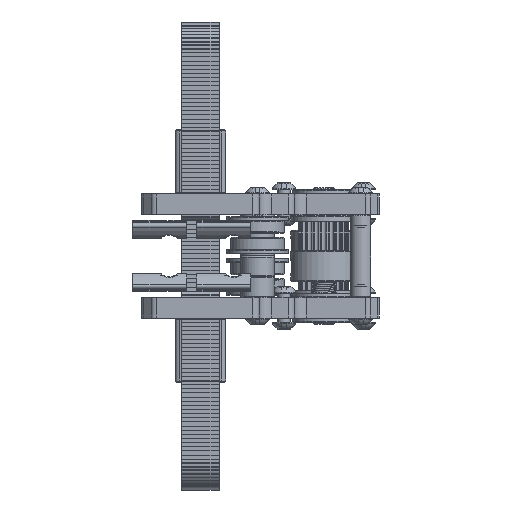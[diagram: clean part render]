
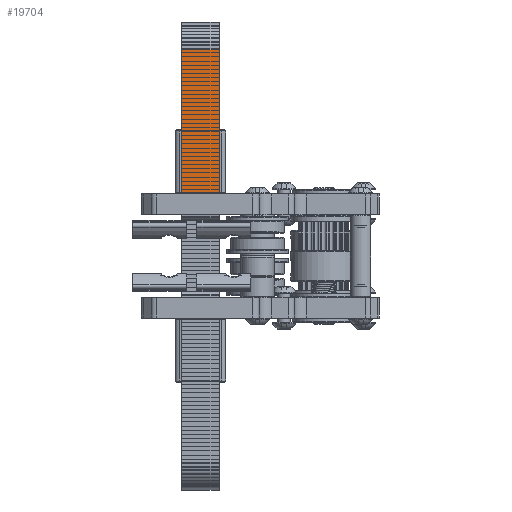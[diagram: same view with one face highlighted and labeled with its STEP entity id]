
A CAD part, left-side view. The second image highlights one B-rep face of the part: STEP entity #19704.
In plain terms, the highlighted face is planar.
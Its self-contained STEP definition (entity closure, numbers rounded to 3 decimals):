
#980=PLANE('',#21401);
#1953=FACE_OUTER_BOUND('',#3028,.T.);
#3028=EDGE_LOOP('',(#15952,#15953,#15954,#15955));
#4655=LINE('',#33193,#6959);
#4656=LINE('',#33197,#6960);
#4657=LINE('',#33199,#6961);
#4658=LINE('',#33200,#6962);
#6959=VECTOR('',#25284,10.);
#6960=VECTOR('',#25289,10.);
#6961=VECTOR('',#25290,10.);
#6962=VECTOR('',#25291,10.);
#9632=VERTEX_POINT('',#33190);
#9633=VERTEX_POINT('',#33192);
#9634=VERTEX_POINT('',#33196);
#9635=VERTEX_POINT('',#33198);
#12049=EDGE_CURVE('',#9632,#9633,#4655,.T.);
#12051=EDGE_CURVE('',#9634,#9632,#4656,.T.);
#12052=EDGE_CURVE('',#9634,#9635,#4657,.T.);
#12053=EDGE_CURVE('',#9635,#9633,#4658,.T.);
#15952=ORIENTED_EDGE('',*,*,#12051,.F.);
#15953=ORIENTED_EDGE('',*,*,#12052,.T.);
#15954=ORIENTED_EDGE('',*,*,#12053,.T.);
#15955=ORIENTED_EDGE('',*,*,#12049,.F.);
#19704=ADVANCED_FACE('',(#1953),#980,.F.);
#21401=AXIS2_PLACEMENT_3D('',#33195,#25287,#25288);
#25284=DIRECTION('',(0.,1.,0.));
#25287=DIRECTION('center_axis',(-1.,0.,0.));
#25288=DIRECTION('ref_axis',(0.,0.,
1.));
#25289=DIRECTION('',(0.,0.,1.));
#25290=DIRECTION('',(0.,1.,0.));
#25291=DIRECTION('',(0.,0.,1.));
#33190=CARTESIAN_POINT('',(185.,-210.5,-10.));
#33192=CARTESIAN_POINT('',(185.,-201.5,-10.));
#33193=CARTESIAN_POINT('',(185.,-210.5,-10.));
#33195=CARTESIAN_POINT('Origin',(185.,-210.5,-49.791));
#33196=CARTESIAN_POINT('',(185.,-210.5,-49.791));
#33197=CARTESIAN_POINT('',(185.,-210.5,-49.791));
#33198=CARTESIAN_POINT('',(185.,-201.5,-49.791));
#33199=CARTESIAN_POINT('',(185.,-210.5,-49.791));
#33200=CARTESIAN_POINT('',(185.,-201.5,-49.791));
